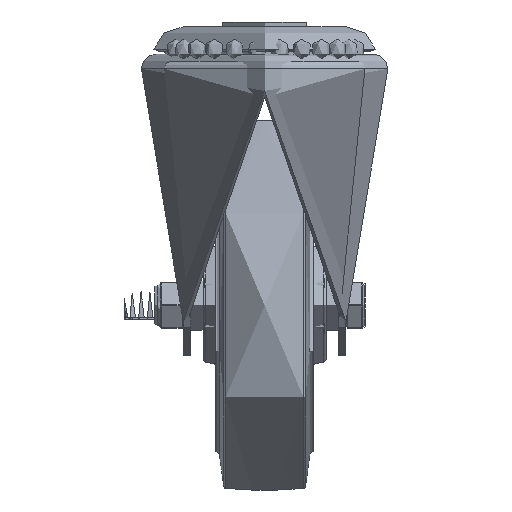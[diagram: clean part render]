
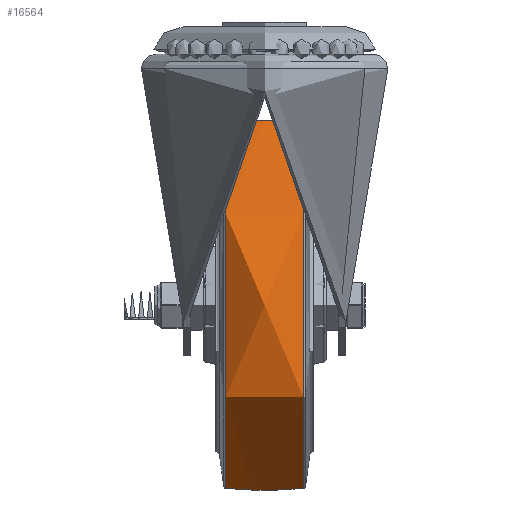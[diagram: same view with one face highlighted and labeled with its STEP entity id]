
A CAD part, left-side view. The second image highlights one B-rep face of the part: STEP entity #16564.
In plain terms, the highlighted free-form (B-spline) face has degree [2, 2] with [3, 9] control points.
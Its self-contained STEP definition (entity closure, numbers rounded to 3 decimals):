
#32=(
BOUNDED_SURFACE()
B_SPLINE_SURFACE(2,2,((#24808,#24809,#24810,#24811,#24812,#24813,#24814,
#24815,#24816),(#24817,#24818,#24819,#24820,#24821,#24822,#24823,#24824,
#24825),(#24826,#24827,#24828,#24829,#24830,#24831,#24832,#24833,#24834)),
 .UNSPECIFIED.,.F.,.T.,.F.)
B_SPLINE_SURFACE_WITH_KNOTS((3,3),(3,2,2,2,3),(-0.086,0.086),
(-3.142,-1.571,0.,1.571,3.142),
 .UNSPECIFIED.)
GEOMETRIC_REPRESENTATION_ITEM()
RATIONAL_B_SPLINE_SURFACE(((1.,0.707,1.,0.707,1.,
0.707,1.,0.707,1.),(0.996,0.704,
0.996,0.704,0.996,0.704,
0.996,0.704,0.996),(1.,0.707,
1.,0.707,1.,0.707,1.,0.707,1.)))
REPRESENTATION_ITEM('')
SURFACE()
);
#2457=FACE_OUTER_BOUND('',#3491,.T.);
#3491=EDGE_LOOP('',(#11828,#11829,#11830,#11831));
#6788=CIRCLE('',#17990,74.321);
#6789=CIRCLE('',#17991,181.875);
#6790=CIRCLE('',#17992,74.321);
#7455=VERTEX_POINT('',#24805);
#7456=VERTEX_POINT('',#24835);
#9166=EDGE_CURVE('',#7455,#7455,#6788,.T.);
#9167=EDGE_CURVE('',#7455,#7456,#6789,.T.);
#9168=EDGE_CURVE('',#7456,#7456,#6790,.T.);
#11828=ORIENTED_EDGE('',*,*,#9166,.F.);
#11829=ORIENTED_EDGE('',*,*,#9167,.T.);
#11830=ORIENTED_EDGE('',*,*,#9168,.T.);
#11831=ORIENTED_EDGE('',*,*,#9167,.F.);
#16564=ADVANCED_FACE('',(#2457),#32,.F.);
#17990=AXIS2_PLACEMENT_3D('',#24807,#19742,#19743);
#17991=AXIS2_PLACEMENT_3D('',#24836,#19744,#19745);
#17992=AXIS2_PLACEMENT_3D('',#24837,#19746,#19747);
#19742=DIRECTION('center_axis',(0.,1.,0.));
#19743=DIRECTION('ref_axis',(0.,0.,
1.));
#19744=DIRECTION('center_axis',(-1.,0.,0.));
#19745=DIRECTION('ref_axis',(0.,0.,
-1.));
#19746=DIRECTION('center_axis',(0.,1.,0.));
#19747=DIRECTION('ref_axis',(0.,0.,
1.));
#24805=CARTESIAN_POINT('',(0.,15.703,-74.321));
#24807=CARTESIAN_POINT('Origin',(0.,15.703,
0.));
#24808=CARTESIAN_POINT('Ctrl Pts',(0.,-15.703,
-74.321));
#24809=CARTESIAN_POINT('Ctrl Pts',(-74.321,-15.703,
-74.321));
#24810=CARTESIAN_POINT('Ctrl Pts',(-74.321,-15.703,
0.));
#24811=CARTESIAN_POINT('Ctrl Pts',(-74.321,-15.703,
74.321));
#24812=CARTESIAN_POINT('Ctrl Pts',(0.,-15.703,
74.321));
#24813=CARTESIAN_POINT('Ctrl Pts',(74.321,-15.703,74.321));
#24814=CARTESIAN_POINT('Ctrl Pts',(74.321,-15.703,0.));
#24815=CARTESIAN_POINT('Ctrl Pts',(74.321,-15.703,-74.321));
#24816=CARTESIAN_POINT('Ctrl Pts',(0.,-15.703,
-74.321));
#24817=CARTESIAN_POINT('Ctrl Pts',(0.,0.,
-75.682));
#24818=CARTESIAN_POINT('Ctrl Pts',(-75.682,0.,
-75.682));
#24819=CARTESIAN_POINT('Ctrl Pts',(-75.682,0.,
0.));
#24820=CARTESIAN_POINT('Ctrl Pts',(-75.682,0.,
75.682));
#24821=CARTESIAN_POINT('Ctrl Pts',(0.,0.,
75.682));
#24822=CARTESIAN_POINT('Ctrl Pts',(75.682,0.,
75.682));
#24823=CARTESIAN_POINT('Ctrl Pts',(75.682,0.,
0.));
#24824=CARTESIAN_POINT('Ctrl Pts',(75.682,0.,
-75.682));
#24825=CARTESIAN_POINT('Ctrl Pts',(0.,0.,
-75.682));
#24826=CARTESIAN_POINT('Ctrl Pts',(0.,15.703,
-74.321));
#24827=CARTESIAN_POINT('Ctrl Pts',(-74.321,15.703,-74.321));
#24828=CARTESIAN_POINT('Ctrl Pts',(-74.321,15.703,0.));
#24829=CARTESIAN_POINT('Ctrl Pts',(-74.321,15.703,74.321));
#24830=CARTESIAN_POINT('Ctrl Pts',(0.,15.703,
74.321));
#24831=CARTESIAN_POINT('Ctrl Pts',(74.321,15.703,74.321));
#24832=CARTESIAN_POINT('Ctrl Pts',(74.321,15.703,0.));
#24833=CARTESIAN_POINT('Ctrl Pts',(74.321,15.703,-74.321));
#24834=CARTESIAN_POINT('Ctrl Pts',(0.,15.703,
-74.321));
#24835=CARTESIAN_POINT('',(0.,-15.703,-74.321));
#24836=CARTESIAN_POINT('Origin',(0.,0.,
106.875));
#24837=CARTESIAN_POINT('Origin',(0.,-15.703,0.));
